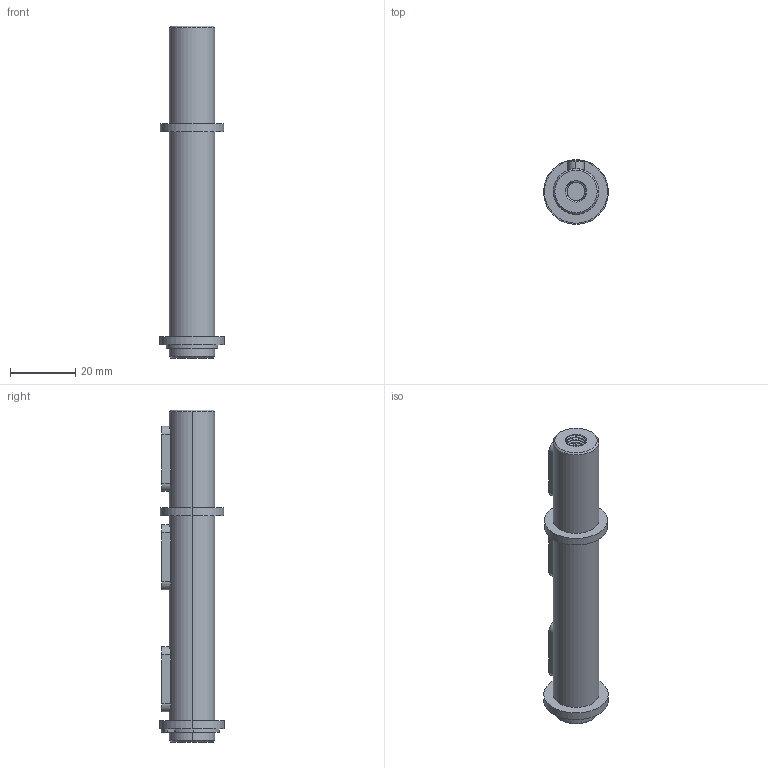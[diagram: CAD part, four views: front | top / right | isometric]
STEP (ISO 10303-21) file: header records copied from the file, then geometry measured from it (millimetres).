
FILE_DESCRIPTION (( 'STEP AP203' ), '1' );
FILE_NAME ('RV30-AS.STEP', '2022-10-19T02:18:44', ( '' ), ( '' ), 'SwSTEP 2.0', 'SolidWorks 2016', '' );
FILE_SCHEMA (( 'CONFIG_CONTROL_DESIGN' ));
Length unit declared in the file: millimetre
Products named in the file (4): RV30-PLAIN WASHER; RV30-CIRCLIP; RV30-AS; RV30-SHAFT-AS
Assembly tree (3 placements, depth 2):
  RV30-AS
    RV30-SHAFT-AS
    RV30-CIRCLIP
    RV30-PLAIN WASHER
Bounding box: 19.9 x 19.9 x 102 mm (x, y, z)
Volume: 16729.5 mm3; surface area: 6848.8 mm2
Topology: 3 solids, 3 shells, 111 faces, 283 edges, 186 vertices
Faces by surface type: cylinder 75, plane 25, cone 7, bspline 4
Entity records: 7044 total; most frequent: CARTESIAN_POINT 4091, ORIENTED_EDGE 566, DIRECTION 514, EDGE_CURVE 283, AXIS2_PLACEMENT_3D 200, VERTEX_POINT 186, EDGE_LOOP 125, VECTOR 114
